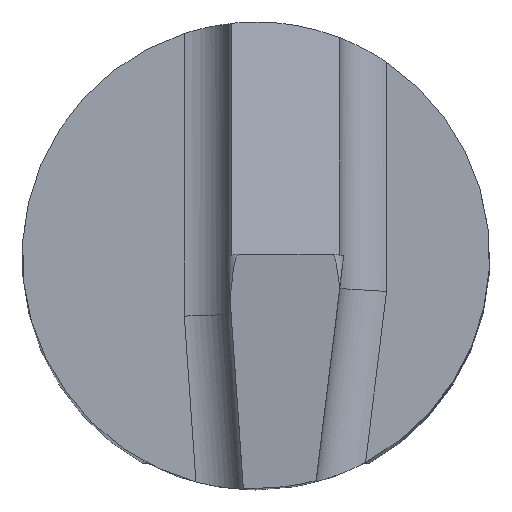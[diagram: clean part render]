
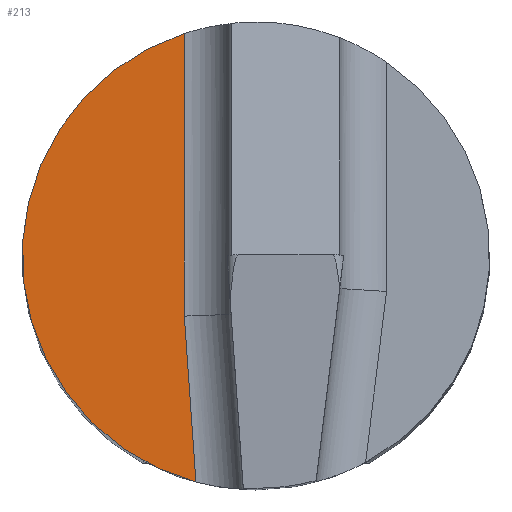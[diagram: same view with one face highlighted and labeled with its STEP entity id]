
A CAD part, top view. The second image highlights one B-rep face of the part: STEP entity #213.
In plain terms, the highlighted planar face has unit normal (0, 0, 1).
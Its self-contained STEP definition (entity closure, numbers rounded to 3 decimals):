
#201=EDGE_CURVE('NONE',#445,#227,#519,.T.);
#213=ADVANCED_FACE('NONE',(#531),#532,.F.);
#227=VERTEX_POINT('NONE',#548);
#247=VERTEX_POINT('NONE',#570);
#297=EDGE_CURVE('NONE',#247,#445,#624,.T.);
#407=EDGE_CURVE('NONE',#227,#247,#744,.T.);
#445=VERTEX_POINT('NONE',#783);
#519=CIRCLE('',#876,4.0);
#531=FACE_OUTER_BOUND('',#897,.T.);
#532=PLANE('',#898);
#548=CARTESIAN_POINT('',(-1.028,-3.866,27.0));
#570=CARTESIAN_POINT('',(-1.226,-1.029,27.0));
#624=LINE('',#1064,#1065);
#744=LINE('',#1293,#1294);
#783=CARTESIAN_POINT('',(-1.226,3.807,27.0));
#876=AXIS2_PLACEMENT_3D('',#1472,#1473,#1474);
#897=EDGE_LOOP('',(#1483,#1484,#1485));
#898=AXIS2_PLACEMENT_3D('',#1486,#1487,#1488);
#1064=CARTESIAN_POINT('',(-1.226,3.977,27.0));
#1065=VECTOR('',#1560,1000.0);
#1293=CARTESIAN_POINT('',(-0.25,-14.988,27.0));
#1294=VECTOR('',#1684,1000.0);
#1472=CARTESIAN_POINT('',(0.0,0.0,27.0));
#1473=DIRECTION('',(-0.0,0.0,1.0));
#1474=DIRECTION('',(0.0,-1.0,0.0));
#1483=ORIENTED_EDGE('',*,*,#201,.T.);
#1484=ORIENTED_EDGE('',*,*,#407,.T.);
#1485=ORIENTED_EDGE('',*,*,#297,.T.);
#1486=CARTESIAN_POINT('',(-0.426,-15.0,27.0));
#1487=DIRECTION('',(0.0,0.0,-1.0));
#1488=DIRECTION('',(-1.0,0.0,0.0));
#1560=DIRECTION('',(0.0,1.0,0.0));
#1684=DIRECTION('',(-0.07,0.998,0.0));
